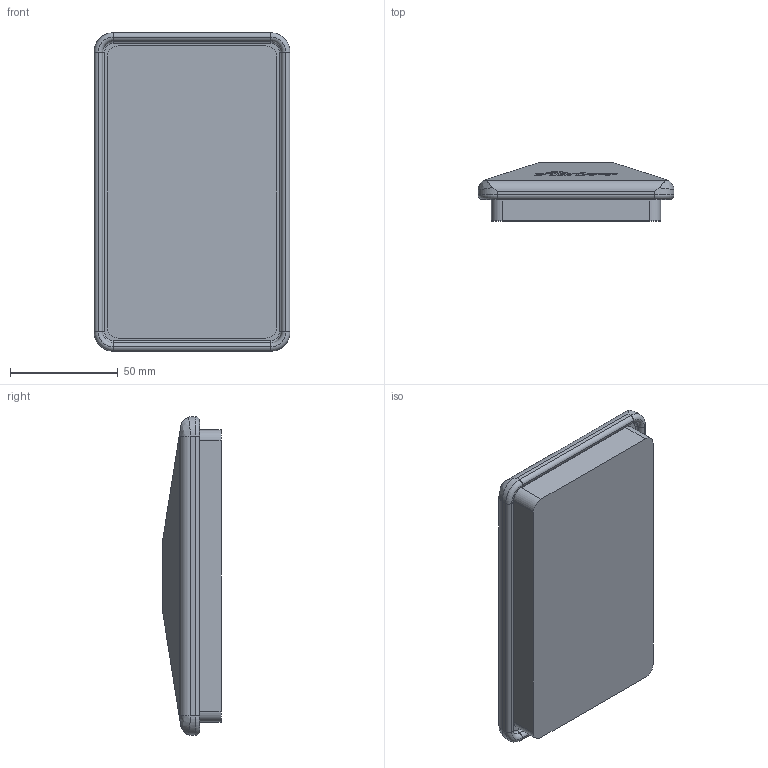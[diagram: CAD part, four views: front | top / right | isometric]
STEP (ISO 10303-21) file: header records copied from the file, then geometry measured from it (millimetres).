
FILE_DESCRIPTION (( 'STEP AP214' ), '1' );
FILE_NAME ('GLV-115-13.step', '2013-06-20T08:05:54', ( 'admin' ), ( '' ), 'SwSTEP 2.0', 'SolidWorks 2012', '' );
FILE_SCHEMA (( 'AUTOMOTIVE_DESIGN' ));
Length unit declared in the file: millimetre
Products named in the file (1): GLV-115-13
Bounding box: 91 x 27 x 148 mm (x, y, z)
Volume: 263713.9 mm3; surface area: 36410 mm2
Topology: 1 solids, 1 shells, 237 faces, 623 edges, 405 vertices
Faces by surface type: plane 115, bspline 80, cylinder 24, torus 12, cone 4, sphere 2
Entity records: 9134 total; most frequent: CARTESIAN_POINT 3694, ORIENTED_EDGE 1246, DIRECTION 827, EDGE_CURVE 623, VERTEX_POINT 405, VECTOR 391, LINE 391, EDGE_LOOP 254
